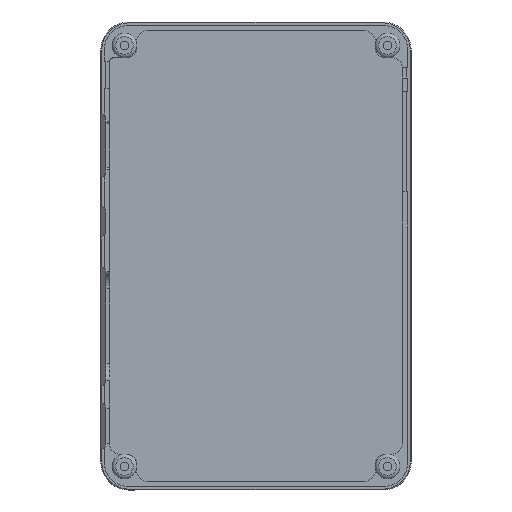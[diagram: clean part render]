
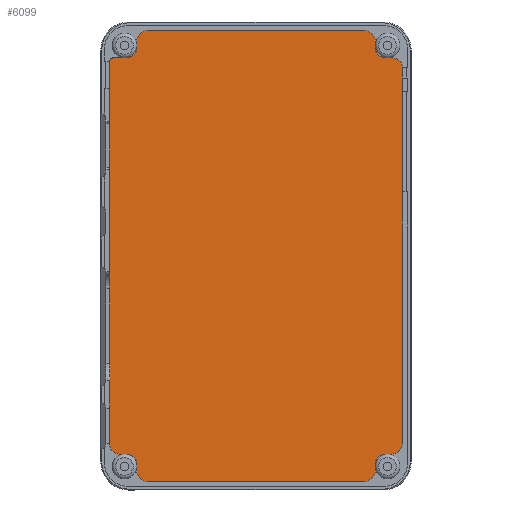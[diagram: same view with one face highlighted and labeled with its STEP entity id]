
A CAD part, front view. The second image highlights one B-rep face of the part: STEP entity #6099.
In plain terms, the highlighted planar face has unit normal (0, -1, 0).
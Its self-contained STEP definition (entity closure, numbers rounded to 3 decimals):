
#301=FACE_OUTER_BOUND('',#644,.T.);
#644=EDGE_LOOP('',(#4387,#4388,#4389,#4390,#4391,#4392,#4393,#4394,#4395,
#4396,#4397,#4398,#4399,#4400,#4401,#4402,#4403,#4404,#4405,#4406,#4407,
#4408,#4409,#4410));
#1145=LINE('',#9274,#1819);
#1146=LINE('',#9278,#1820);
#1147=LINE('',#9282,#1821);
#1148=LINE('',#9286,#1822);
#1149=LINE('',#9290,#1823);
#1150=LINE('',#9294,#1824);
#1151=LINE('',#9298,#1825);
#1152=LINE('',#9302,#1826);
#1153=LINE('',#9306,#1827);
#1154=LINE('',#9310,#1828);
#1155=LINE('',#9314,#1829);
#1156=LINE('',#9318,#1830);
#1819=VECTOR('',#7348,10.);
#1820=VECTOR('',#7351,10.);
#1821=VECTOR('',#7354,10.);
#1822=VECTOR('',#7357,10.);
#1823=VECTOR('',#7360,10.);
#1824=VECTOR('',#7363,10.);
#1825=VECTOR('',#7366,10.);
#1826=VECTOR('',#7369,10.);
#1827=VECTOR('',#7372,10.);
#1828=VECTOR('',#7375,10.);
#1829=VECTOR('',#7378,10.);
#1830=VECTOR('',#7381,10.);
#2346=CIRCLE('',#6510,2.727);
#2347=CIRCLE('',#6511,3.);
#2348=CIRCLE('',#6512,3.);
#2349=CIRCLE('',#6513,3.);
#2350=CIRCLE('',#6514,3.);
#2351=CIRCLE('',#6515,3.);
#2352=CIRCLE('',#6516,2.709);
#2353=CIRCLE('',#6517,3.);
#2354=CIRCLE('',#6518,3.);
#2355=CIRCLE('',#6519,3.);
#2356=CIRCLE('',#6520,3.);
#2357=CIRCLE('',#6521,0.899);
#2695=VERTEX_POINT('',#9272);
#2696=VERTEX_POINT('',#9273);
#2697=VERTEX_POINT('',#9275);
#2698=VERTEX_POINT('',#9277);
#2699=VERTEX_POINT('',#9279);
#2700=VERTEX_POINT('',#9281);
#2701=VERTEX_POINT('',#9283);
#2702=VERTEX_POINT('',#9285);
#2703=VERTEX_POINT('',#9287);
#2704=VERTEX_POINT('',#9289);
#2705=VERTEX_POINT('',#9291);
#2706=VERTEX_POINT('',#9293);
#2707=VERTEX_POINT('',#9295);
#2708=VERTEX_POINT('',#9297);
#2709=VERTEX_POINT('',#9299);
#2710=VERTEX_POINT('',#9301);
#2711=VERTEX_POINT('',#9303);
#2712=VERTEX_POINT('',#9305);
#2713=VERTEX_POINT('',#9307);
#2714=VERTEX_POINT('',#9309);
#2715=VERTEX_POINT('',#9311);
#2716=VERTEX_POINT('',#9313);
#2717=VERTEX_POINT('',#9315);
#2718=VERTEX_POINT('',#9317);
#3358=EDGE_CURVE('',#2695,#2696,#1145,.T.);
#3359=EDGE_CURVE('',#2697,#2695,#2346,.T.);
#3360=EDGE_CURVE('',#2698,#2697,#1146,.T.);
#3361=EDGE_CURVE('',#2699,#2698,#2347,.T.);
#3362=EDGE_CURVE('',#2700,#2699,#1147,.T.);
#3363=EDGE_CURVE('',#2701,#2700,#2348,.T.);
#3364=EDGE_CURVE('',#2702,#2701,#1148,.T.);
#3365=EDGE_CURVE('',#2703,#2702,#2349,.T.);
#3366=EDGE_CURVE('',#2704,#2703,#1149,.T.);
#3367=EDGE_CURVE('',#2705,#2704,#2350,.T.);
#3368=EDGE_CURVE('',#2706,#2705,#1150,.T.);
#3369=EDGE_CURVE('',#2707,#2706,#2351,.T.);
#3370=EDGE_CURVE('',#2708,#2707,#1151,.T.);
#3371=EDGE_CURVE('',#2709,#2708,#2352,.T.);
#3372=EDGE_CURVE('',#2710,#2709,#1152,.T.);
#3373=EDGE_CURVE('',#2711,#2710,#2353,.T.);
#3374=EDGE_CURVE('',#2712,#2711,#1153,.T.);
#3375=EDGE_CURVE('',#2713,#2712,#2354,.T.);
#3376=EDGE_CURVE('',#2714,#2713,#1154,.T.);
#3377=EDGE_CURVE('',#2715,#2714,#2355,.T.);
#3378=EDGE_CURVE('',#2716,#2715,#1155,.T.);
#3379=EDGE_CURVE('',#2717,#2716,#2356,.T.);
#3380=EDGE_CURVE('',#2718,#2717,#1156,.T.);
#3381=EDGE_CURVE('',#2696,#2718,#2357,.T.);
#4387=ORIENTED_EDGE('',*,*,#3358,.F.);
#4388=ORIENTED_EDGE('',*,*,#3359,.F.);
#4389=ORIENTED_EDGE('',*,*,#3360,.F.);
#4390=ORIENTED_EDGE('',*,*,#3361,.F.);
#4391=ORIENTED_EDGE('',*,*,#3362,.F.);
#4392=ORIENTED_EDGE('',*,*,#3363,.F.);
#4393=ORIENTED_EDGE('',*,*,#3364,.F.);
#4394=ORIENTED_EDGE('',*,*,#3365,.F.);
#4395=ORIENTED_EDGE('',*,*,#3366,.F.);
#4396=ORIENTED_EDGE('',*,*,#3367,.F.);
#4397=ORIENTED_EDGE('',*,*,#3368,.F.);
#4398=ORIENTED_EDGE('',*,*,#3369,.F.);
#4399=ORIENTED_EDGE('',*,*,#3370,.F.);
#4400=ORIENTED_EDGE('',*,*,#3371,.F.);
#4401=ORIENTED_EDGE('',*,*,#3372,.F.);
#4402=ORIENTED_EDGE('',*,*,#3373,.F.);
#4403=ORIENTED_EDGE('',*,*,#3374,.F.);
#4404=ORIENTED_EDGE('',*,*,#3375,.F.);
#4405=ORIENTED_EDGE('',*,*,#3376,.F.);
#4406=ORIENTED_EDGE('',*,*,#3377,.F.);
#4407=ORIENTED_EDGE('',*,*,#3378,.F.);
#4408=ORIENTED_EDGE('',*,*,#3379,.F.);
#4409=ORIENTED_EDGE('',*,*,#3380,.F.);
#4410=ORIENTED_EDGE('',*,*,#3381,.F.);
#5862=PLANE('',#6509);
#6099=ADVANCED_FACE('',(#301),#5862,.T.);
#6509=AXIS2_PLACEMENT_3D('',#9271,#7346,#7347);
#6510=AXIS2_PLACEMENT_3D('',#9276,#7349,#7350);
#6511=AXIS2_PLACEMENT_3D('',#9280,#7352,#7353);
#6512=AXIS2_PLACEMENT_3D('',#9284,#7355,#7356);
#6513=AXIS2_PLACEMENT_3D('',#9288,#7358,#7359);
#6514=AXIS2_PLACEMENT_3D('',#9292,#7361,#7362);
#6515=AXIS2_PLACEMENT_3D('',#9296,#7364,#7365);
#6516=AXIS2_PLACEMENT_3D('',#9300,#7367,#7368);
#6517=AXIS2_PLACEMENT_3D('',#9304,#7370,#7371);
#6518=AXIS2_PLACEMENT_3D('',#9308,#7373,#7374);
#6519=AXIS2_PLACEMENT_3D('',#9312,#7376,#7377);
#6520=AXIS2_PLACEMENT_3D('',#9316,#7379,#7380);
#6521=AXIS2_PLACEMENT_3D('',#9319,#7382,#7383);
#7346=DIRECTION('center_axis',(0.,-1.,0.));
#7347=DIRECTION('ref_axis',(0.,0.,
1.));
#7348=DIRECTION('',(0.,0.,1.));
#7349=DIRECTION('center_axis',(0.,1.,0.));
#7350=DIRECTION('ref_axis',(-0.707,0.,-0.707));
#7351=DIRECTION('',(-1.,0.,0.));
#7352=DIRECTION('center_axis',(0.,-1.,0.));
#7353=DIRECTION('ref_axis',(0.707,0.,0.707));
#7354=DIRECTION('',(0.,0.,1.));
#7355=DIRECTION('center_axis',(0.,1.,0.));
#7356=DIRECTION('ref_axis',(-0.707,0.,-0.707));
#7357=DIRECTION('',(-1.,0.,0.));
#7358=DIRECTION('center_axis',(0.,1.,0.));
#7359=DIRECTION('ref_axis',(0.707,0.,-0.707));
#7360=DIRECTION('',(0.,0.,-1.));
#7361=DIRECTION('center_axis',(0.,-1.,0.));
#7362=DIRECTION('ref_axis',(-0.707,0.,0.707));
#7363=DIRECTION('',(-1.,0.,0.));
#7364=DIRECTION('center_axis',(0.,1.,0.));
#7365=DIRECTION('ref_axis',(0.707,0.,-0.707));
#7366=DIRECTION('',(0.,0.,-1.));
#7367=DIRECTION('center_axis',(0.,1.,0.));
#7368=DIRECTION('ref_axis',(0.707,0.,0.707));
#7369=DIRECTION('',(1.,0.,0.));
#7370=DIRECTION('center_axis',(0.,-1.,0.));
#7371=DIRECTION('ref_axis',(-0.707,0.,-0.707));
#7372=DIRECTION('',(0.,0.,-1.));
#7373=DIRECTION('center_axis',(0.,1.,0.));
#7374=DIRECTION('ref_axis',(0.707,0.,0.707));
#7375=DIRECTION('',(1.,0.,0.));
#7376=DIRECTION('center_axis',(0.,1.,0.));
#7377=DIRECTION('ref_axis',(-0.707,0.,0.707));
#7378=DIRECTION('',(0.,0.,1.));
#7379=DIRECTION('center_axis',(0.,-1.,0.));
#7380=DIRECTION('ref_axis',(0.707,0.,-0.707));
#7381=DIRECTION('',(1.,0.,0.));
#7382=DIRECTION('center_axis',(0.,1.,0.));
#7383=DIRECTION('ref_axis',(-0.707,0.,0.707));
#9271=CARTESIAN_POINT('Origin',(38.403,16.321,-64.427));
#9272=CARTESIAN_POINT('',(-45.027,16.321,-53.95));
#9273=CARTESIAN_POINT('',(-45.027,16.321,55.324));
#9274=CARTESIAN_POINT('',(-45.027,16.321,-19.946));
#9275=CARTESIAN_POINT('',(-42.3,16.321,-56.677));
#9276=CARTESIAN_POINT('Origin',(-42.3,16.321,-53.95));
#9277=CARTESIAN_POINT('',(-40.327,16.321,-56.677));
#9278=CARTESIAN_POINT('',(-1.387,16.321,-56.677));
#9279=CARTESIAN_POINT('',(-37.327,16.321,-59.677));
#9280=CARTESIAN_POINT('Origin',(-40.327,16.321,-59.677));
#9281=CARTESIAN_POINT('',(-37.327,16.321,-61.427));
#9282=CARTESIAN_POINT('',(-37.327,16.321,-64.427));
#9283=CARTESIAN_POINT('',(-34.327,16.321,-64.427));
#9284=CARTESIAN_POINT('Origin',(-34.327,16.321,-61.427));
#9285=CARTESIAN_POINT('',(27.673,16.321,-64.427));
#9286=CARTESIAN_POINT('',(-3.312,16.321,-64.427));
#9287=CARTESIAN_POINT('',(30.673,16.321,-61.427));
#9288=CARTESIAN_POINT('Origin',(27.673,16.321,-61.427));
#9289=CARTESIAN_POINT('',(30.673,16.321,-59.677));
#9290=CARTESIAN_POINT('',(30.673,16.321,-64.427));
#9291=CARTESIAN_POINT('',(33.673,16.321,-56.677));
#9292=CARTESIAN_POINT('Origin',(33.673,16.321,-59.677));
#9293=CARTESIAN_POINT('',(35.403,16.321,-56.677));
#9294=CARTESIAN_POINT('',(36.471,16.321,-56.677));
#9295=CARTESIAN_POINT('',(38.403,16.321,-53.677));
#9296=CARTESIAN_POINT('Origin',(35.403,16.321,-53.677));
#9297=CARTESIAN_POINT('',(38.403,16.321,53.514));
#9298=CARTESIAN_POINT('',(38.403,16.321,-5.362));
#9299=CARTESIAN_POINT('',(35.694,16.321,56.223));
#9300=CARTESIAN_POINT('Origin',(35.694,16.321,53.514));
#9301=CARTESIAN_POINT('',(33.673,16.321,56.223));
#9302=CARTESIAN_POINT('',(36.471,16.321,56.223));
#9303=CARTESIAN_POINT('',(30.673,16.321,59.223));
#9304=CARTESIAN_POINT('Origin',(33.673,16.321,59.223));
#9305=CARTESIAN_POINT('',(30.673,16.321,60.973));
#9306=CARTESIAN_POINT('',(30.673,16.321,-0.227));
#9307=CARTESIAN_POINT('',(27.673,16.321,63.973));
#9308=CARTESIAN_POINT('Origin',(27.673,16.321,60.973));
#9309=CARTESIAN_POINT('',(-34.327,16.321,63.973));
#9310=CARTESIAN_POINT('',(38.403,16.321,63.973));
#9311=CARTESIAN_POINT('',(-37.327,16.321,60.973));
#9312=CARTESIAN_POINT('Origin',(-34.327,16.321,60.973));
#9313=CARTESIAN_POINT('',(-37.327,16.321,59.223));
#9314=CARTESIAN_POINT('',(-37.327,16.321,-0.227));
#9315=CARTESIAN_POINT('',(-40.327,16.321,56.223));
#9316=CARTESIAN_POINT('Origin',(-40.327,16.321,59.223));
#9317=CARTESIAN_POINT('',(-44.128,16.321,56.223));
#9318=CARTESIAN_POINT('',(-1.387,16.321,56.223));
#9319=CARTESIAN_POINT('Origin',(-44.128,16.321,55.324));
